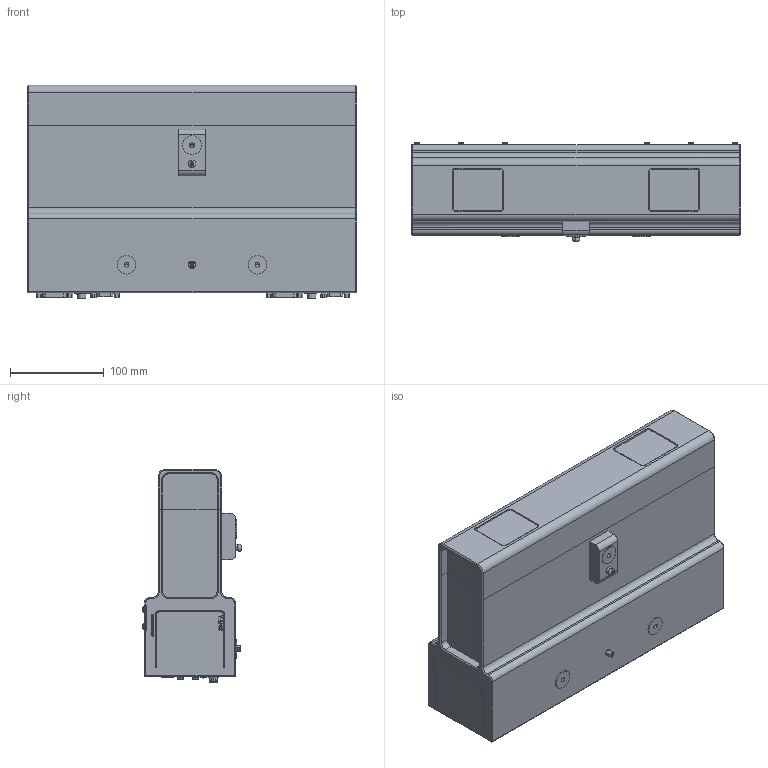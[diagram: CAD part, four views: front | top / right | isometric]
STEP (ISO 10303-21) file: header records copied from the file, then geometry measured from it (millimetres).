
FILE_DESCRIPTION((''),'2;1');
FILE_NAME('KUNDE-REDUZIERT_SW0001','2017-12-21T',('Schroeder-ni'),(''),'PRO/ENGINEER BY PARAMETRIC TECHNOLOGY CORPORATION, 2015110','PRO/ENGINEER BY PARAMETRIC TECHNOLOGY CORPORATION, 2015110','');
FILE_SCHEMA(('CONFIG_CONTROL_DESIGN'));
Products named in the file (1): KUNDE-REDUZIERT_SW0001
Bounding box: 352 x 105.65 x 228.3 mm (x, y, z)
Surface area: 442578.8 mm2 (no closed solid volume)
Topology: 0 solids, 391 shells, 2372 faces, 17254 edges, 15130 vertices
Faces by surface type: plane 1443, cylinder 618, cone 253, bspline 42, sphere 8, torus 8
Entity records: 169707 total; most frequent: CARTESIAN_POINT 44740, DIRECTION 23681, ORIENTED_EDGE 21747, EDGE_CURVE 17207, VERTEX_POINT 15130, VECTOR 14629, LINE 14629, AXIS2_PLACEMENT_3D 4526
